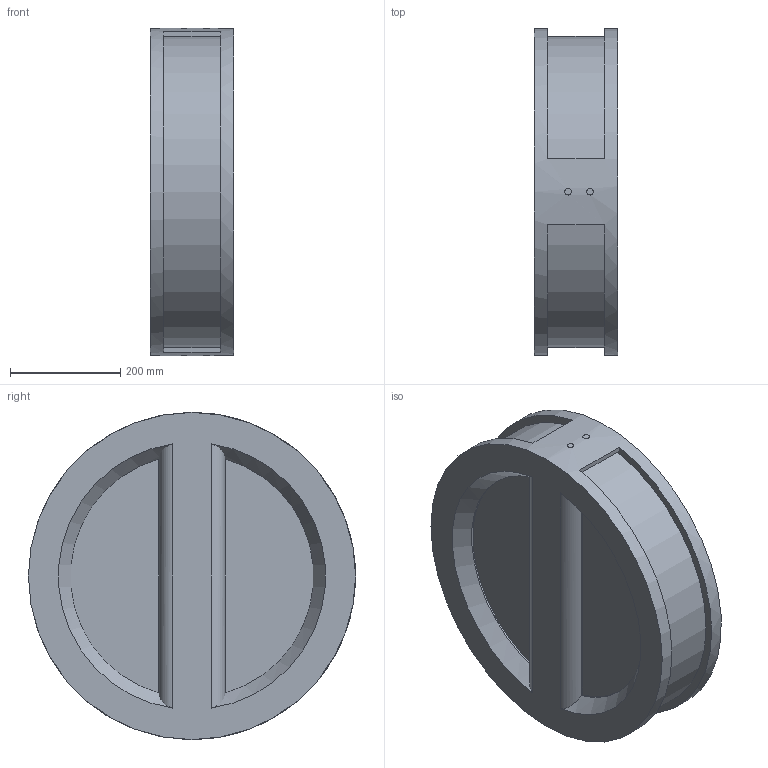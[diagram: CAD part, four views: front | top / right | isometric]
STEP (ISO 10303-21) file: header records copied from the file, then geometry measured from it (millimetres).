
FILE_DESCRIPTION((''),'2;1');
FILE_NAME('915DN500_10.stp','2010-05-07T13:46:58',('rals'),(''),'Autodesk Inventor 2009','Autodesk Inventor 2009','');
FILE_SCHEMA(('AUTOMOTIVE_DESIGN { 1 0 10303 214 1 1 1 1 }'));
Length unit declared in the file: millimetre
Products named in the file (1): P09_016_500B
Bounding box: 152 x 594 x 594 mm (x, y, z)
Volume: 12094264.8 mm3; surface area: 1301206.3 mm2
Topology: 1 solids, 1 shells, 102 faces, 266 edges, 160 vertices
Faces by surface type: plane 48, cylinder 23, bspline 22, cone 7, torus 2
Full cylindrical faces by diameter (mm): 12 x1, 515 x1, 594 x1
Entity records: 5886 total; most frequent: CARTESIAN_POINT 3357, ORIENTED_EDGE 514, DIRECTION 466, EDGE_CURVE 257, AXIS2_PLACEMENT_3D 171, VERTEX_POINT 156, EDGE_LOOP 133, VECTOR 124
